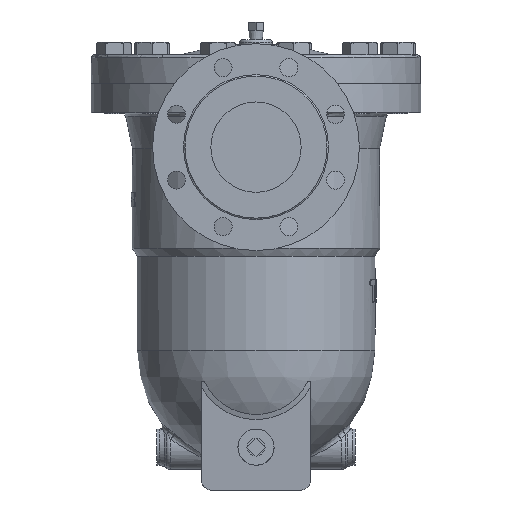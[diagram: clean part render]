
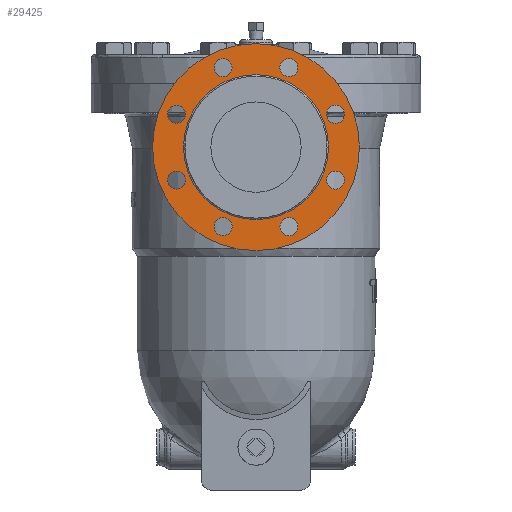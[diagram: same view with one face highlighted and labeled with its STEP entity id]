
A CAD part, left-side view. The second image highlights one B-rep face of the part: STEP entity #29425.
In plain terms, the highlighted planar face has unit normal (-1, 0, 0).
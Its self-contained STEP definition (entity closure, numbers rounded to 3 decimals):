
#29050=CARTESIAN_POINT('',(-253.4,-36.451,-168.));
#29051=VERTEX_POINT('',#29050);
#29052=CARTESIAN_POINT('',(-253.4,-36.451,-158.));
#29053=DIRECTION('',(1.0,0.0,0.0));
#29054=DIRECTION('',(0.0,0.0,-1.0));
#29055=AXIS2_PLACEMENT_3D('',#29052,#29053,#29054);
#29056=CIRCLE('',#29055,10.0);
#29057=EDGE_CURVE('',#29051,#29051,#29056,.T.);
#29318=CARTESIAN_POINT('',(-253.4,0.0,26.55));
#29319=DIRECTION('',(-1.0,0.0,0.0));
#29320=DIRECTION('',(0.0,0.0,1.0));
#29321=AXIS2_PLACEMENT_3D('',#29318,#29319,#29320);
#29322=PLANE('',#29321);
#29323=CARTESIAN_POINT('',(-253.4,0.0,44.5));
#29324=VERTEX_POINT('',#29323);
#29325=CARTESIAN_POINT('',(-253.4,0.0,-70.));
#29326=DIRECTION('',(-1.0,0.0,0.0));
#29327=DIRECTION('',(0.0,0.0,1.0));
#29328=AXIS2_PLACEMENT_3D('',#29325,#29326,#29327);
#29329=CIRCLE('',#29328,114.5);
#29330=EDGE_CURVE('',#29324,#29324,#29329,.T.);
#29331=ORIENTED_EDGE('',*,*,#29330,.T.);
#29332=EDGE_LOOP('',(#29331));
#29333=FACE_OUTER_BOUND('',#29332,.T.);
#29334=CARTESIAN_POINT('',(-253.4,43.522,-165.071));
#29335=VERTEX_POINT('',#29334);
#29336=CARTESIAN_POINT('',(-253.4,36.451,-158.));
#29337=DIRECTION('',(1.0,0.,0.));
#29338=DIRECTION('',(0.,0.707,-0.707));
#29339=AXIS2_PLACEMENT_3D('',#29336,#29337,#29338);
#29340=CIRCLE('',#29339,10.0);
#29341=EDGE_CURVE('',#29335,#29335,#29340,.T.);
#29342=ORIENTED_EDGE('',*,*,#29341,.T.);
#29343=EDGE_LOOP('',(#29342));
#29344=FACE_BOUND('',#29343,.T.);
#29345=CARTESIAN_POINT('',(-253.4,0.0,10.2));
#29346=VERTEX_POINT('',#29345);
#29347=CARTESIAN_POINT('',(-253.4,0.0,-70.));
#29348=DIRECTION('',(-1.0,0.0,0.0));
#29349=DIRECTION('',(0.0,0.0,-1.0));
#29350=AXIS2_PLACEMENT_3D('',#29347,#29348,#29349);
#29351=CIRCLE('',#29350,80.2);
#29352=EDGE_CURVE('',#29346,#29346,#29351,.T.);
#29353=ORIENTED_EDGE('',*,*,#29352,.F.);
#29354=EDGE_LOOP('',(#29353));
#29355=FACE_BOUND('',#29354,.T.);
#29356=CARTESIAN_POINT('',(-253.4,-43.522,25.071));
#29357=VERTEX_POINT('',#29356);
#29358=CARTESIAN_POINT('',(-253.4,-36.451,18.));
#29359=DIRECTION('',(1.0,0.,0.));
#29360=DIRECTION('',(0.,-0.707,0.707));
#29361=AXIS2_PLACEMENT_3D('',#29358,#29359,#29360);
#29362=CIRCLE('',#29361,10.0);
#29363=EDGE_CURVE('',#29357,#29357,#29362,.T.);
#29364=ORIENTED_EDGE('',*,*,#29363,.T.);
#29365=EDGE_LOOP('',(#29364));
#29366=FACE_BOUND('',#29365,.T.);
#29367=CARTESIAN_POINT('',(-253.4,-98.,-33.549));
#29368=VERTEX_POINT('',#29367);
#29369=CARTESIAN_POINT('',(-253.4,-88.,-33.549));
#29370=DIRECTION('',(1.0,0.0,0.0));
#29371=DIRECTION('',(0.0,-1.0,0.0));
#29372=AXIS2_PLACEMENT_3D('',#29369,#29370,#29371);
#29373=CIRCLE('',#29372,10.0);
#29374=EDGE_CURVE('',#29368,#29368,#29373,.T.);
#29375=ORIENTED_EDGE('',*,*,#29374,.T.);
#29376=EDGE_LOOP('',(#29375));
#29377=FACE_BOUND('',#29376,.T.);
#29378=CARTESIAN_POINT('',(-253.4,-95.071,-113.522));
#29379=VERTEX_POINT('',#29378);
#29380=CARTESIAN_POINT('',(-253.4,-88.,-106.451));
#29381=DIRECTION('',(1.0,0.,0.));
#29382=DIRECTION('',(0.,-0.707,-0.707));
#29383=AXIS2_PLACEMENT_3D('',#29380,#29381,#29382);
#29384=CIRCLE('',#29383,10.0);
#29385=EDGE_CURVE('',#29379,#29379,#29384,.T.);
#29386=ORIENTED_EDGE('',*,*,#29385,.T.);
#29387=EDGE_LOOP('',(#29386));
#29388=FACE_BOUND('',#29387,.T.);
#29389=CARTESIAN_POINT('',(-253.4,98.,-106.451));
#29390=VERTEX_POINT('',#29389);
#29391=CARTESIAN_POINT('',(-253.4,88.,-106.451));
#29392=DIRECTION('',(1.0,0.0,0.0));
#29393=DIRECTION('',(0.0,1.0,0.0));
#29394=AXIS2_PLACEMENT_3D('',#29391,#29392,#29393);
#29395=CIRCLE('',#29394,10.0);
#29396=EDGE_CURVE('',#29390,#29390,#29395,.T.);
#29397=ORIENTED_EDGE('',*,*,#29396,.T.);
#29398=EDGE_LOOP('',(#29397));
#29399=FACE_BOUND('',#29398,.T.);
#29400=CARTESIAN_POINT('',(-253.4,95.071,-26.478));
#29401=VERTEX_POINT('',#29400);
#29402=CARTESIAN_POINT('',(-253.4,88.,-33.549));
#29403=DIRECTION('',(1.0,0.,0.));
#29404=DIRECTION('',(0.,0.707,0.707));
#29405=AXIS2_PLACEMENT_3D('',#29402,#29403,#29404);
#29406=CIRCLE('',#29405,10.0);
#29407=EDGE_CURVE('',#29401,#29401,#29406,.T.);
#29408=ORIENTED_EDGE('',*,*,#29407,.T.);
#29409=EDGE_LOOP('',(#29408));
#29410=FACE_BOUND('',#29409,.T.);
#29411=CARTESIAN_POINT('',(-253.4,36.451,28.));
#29412=VERTEX_POINT('',#29411);
#29413=CARTESIAN_POINT('',(-253.4,36.451,18.));
#29414=DIRECTION('',(1.0,0.0,0.0));
#29415=DIRECTION('',(0.0,0.0,1.0));
#29416=AXIS2_PLACEMENT_3D('',#29413,#29414,#29415);
#29417=CIRCLE('',#29416,10.0);
#29418=EDGE_CURVE('',#29412,#29412,#29417,.T.);
#29419=ORIENTED_EDGE('',*,*,#29418,.T.);
#29420=EDGE_LOOP('',(#29419));
#29421=FACE_BOUND('',#29420,.T.);
#29422=ORIENTED_EDGE('',*,*,#29057,.T.);
#29423=EDGE_LOOP('',(#29422));
#29424=FACE_BOUND('',#29423,.T.);
#29425=ADVANCED_FACE('',(#29333,#29344,#29355,#29366,#29377,#29388,#29399,#29410,#29421,#29424),#29322,.T.);
